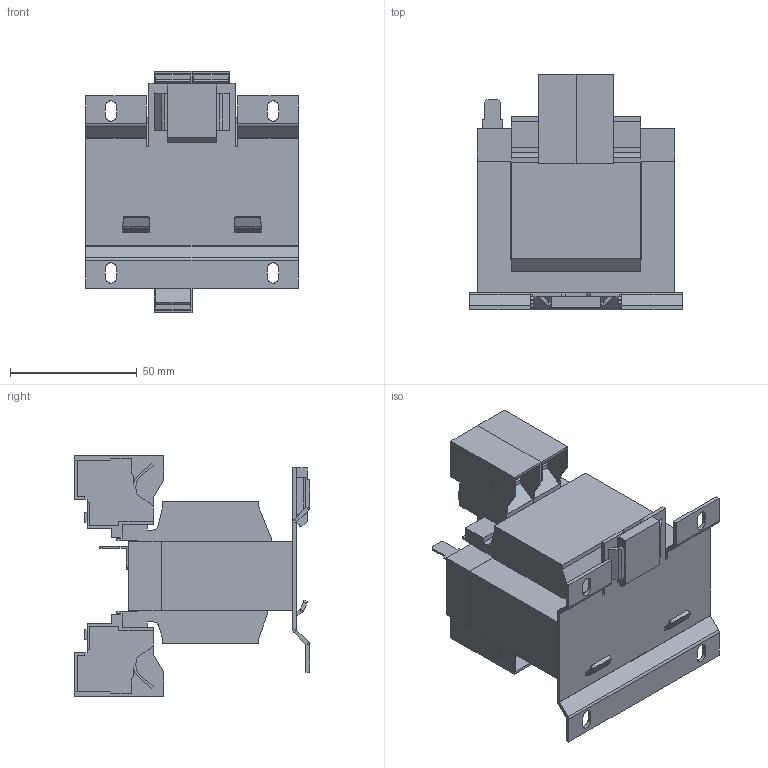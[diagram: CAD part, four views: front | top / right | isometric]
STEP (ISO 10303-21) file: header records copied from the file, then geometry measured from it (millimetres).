
FILE_DESCRIPTION (( 'STEP AP214' ), '1' );
FILE_NAME ('189151.STEP', '2023-08-15T06:13:52', ( '' ), ( '' ), 'SwSTEP 2.0', 'SolidWorks 2018', '' );
FILE_SCHEMA (( 'AUTOMOTIVE_DESIGN' ));
Length unit declared in the file: millimetre
Products named in the file (1): 189151
Bounding box: 84 x 92.92 x 95.2 mm (x, y, z)
Volume: 251156.3 mm3; surface area: 56538.3 mm2
Topology: 1 solids, 1 shells, 449 faces, 1273 edges, 832 vertices
Faces by surface type: plane 369, cylinder 68, bspline 12
Entity records: 14673 total; most frequent: CARTESIAN_POINT 2975, ORIENTED_EDGE 2546, DIRECTION 2237, EDGE_CURVE 1273, VECTOR 1129, LINE 1129, VERTEX_POINT 832, AXIS2_PLACEMENT_3D 554
